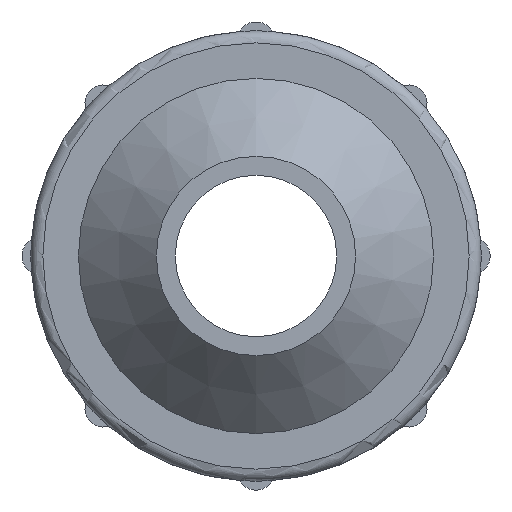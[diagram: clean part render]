
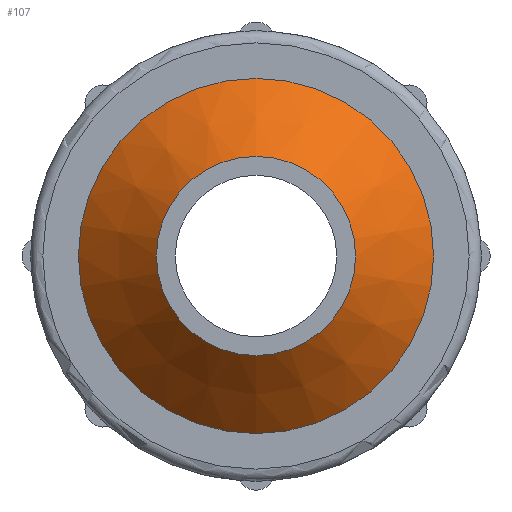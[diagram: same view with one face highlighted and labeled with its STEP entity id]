
A CAD part, left-side view. The second image highlights one B-rep face of the part: STEP entity #107.
In plain terms, the highlighted conical face has half-angle 45 degrees and reference radius 17.833 mm.
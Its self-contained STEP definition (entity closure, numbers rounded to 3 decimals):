
#107 = ADVANCED_FACE( '', ( #191, #192 ), #193, .T. );
#191 = FACE_BOUND( '', #285, .T. );
#192 = FACE_OUTER_BOUND( '', #286, .T. );
#193 = CONICAL_SURFACE( '', #287, 17.833, 0.785 );
#285 = EDGE_LOOP( '', ( #542 ) );
#286 = EDGE_LOOP( '', ( #543 ) );
#287 = AXIS2_PLACEMENT_3D( '', #544, #545, #546 );
#542 = ORIENTED_EDGE( '', *, *, #633, .T. );
#543 = ORIENTED_EDGE( '', *, *, #694, .F. );
#544 = CARTESIAN_POINT( '', ( 43.333, 0., 0. ) );
#545 = DIRECTION( '', ( 1., 0., 0. ) );
#546 = DIRECTION( '', ( 0., 0., -1. ) );
#633 = EDGE_CURVE( '', #744, #744, #745, .T. );
#694 = EDGE_CURVE( '', #837, #837, #838, .T. );
#744 = VERTEX_POINT( '', #968 );
#745 = CIRCLE( '', #969, 10. );
#837 = VERTEX_POINT( '', #1079 );
#838 = CIRCLE( '', #1080, 17.833 );
#968 = CARTESIAN_POINT( '', ( 35.5, 0., -10. ) );
#969 = AXIS2_PLACEMENT_3D( '', #1133, #1134, #1135 );
#1079 = CARTESIAN_POINT( '', ( 43.333, 0., -17.833 ) );
#1080 = AXIS2_PLACEMENT_3D( '', #1280, #1281, #1282 );
#1133 = CARTESIAN_POINT( '', ( 35.5, 0., 0. ) );
#1134 = DIRECTION( '', ( 1., 0., 0. ) );
#1135 = DIRECTION( '', ( 0., 0., -1. ) );
#1280 = CARTESIAN_POINT( '', ( 43.333, 0., 0. ) );
#1281 = DIRECTION( '', ( 1., 0., 0. ) );
#1282 = DIRECTION( '', ( 0., 0., -1. ) );
